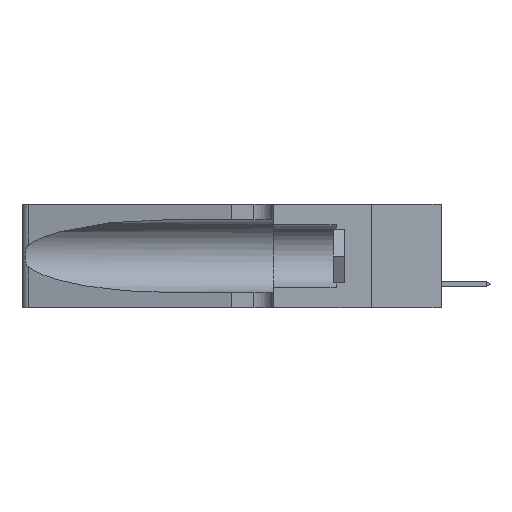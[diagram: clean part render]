
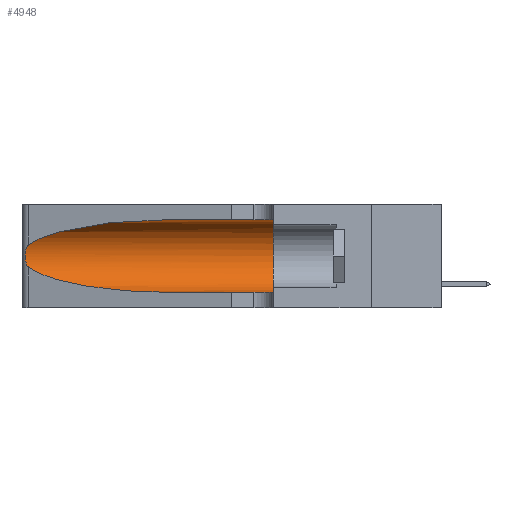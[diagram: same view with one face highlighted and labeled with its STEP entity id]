
A CAD part, left-side view. The second image highlights one B-rep face of the part: STEP entity #4948.
In plain terms, the highlighted cylindrical face has radius 3.308 mm (diameter 6.617 mm), a partial arc.
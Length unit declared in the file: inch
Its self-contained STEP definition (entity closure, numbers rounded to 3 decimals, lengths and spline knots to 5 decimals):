
#335 = LINE ( 'NONE', #15893, #13071 ) ;
#509 = CARTESIAN_POINT ( 'NONE',  ( 0.25487, 1.22718, 0.22369 ) ) ;
#1033 = CARTESIAN_POINT ( 'NONE',  ( 0.25487, 1.22718, 0.22369 ) ) ;
#1536 = CARTESIAN_POINT ( 'NONE',  ( 0.25487, 1.22718, 0.14631 ) ) ;
#1896 = EDGE_CURVE ( 'NONE', #25785, #5796, #335, .T. ) ;
#2337 = LINE ( 'NONE', #25303, #22334 ) ;
#2656 = EDGE_CURVE ( 'NONE', #19234, #25253, #9855, .T. ) ;
#2673 = CARTESIAN_POINT ( 'NONE',  ( 0.1305, 0.72297, 0.05475 ) ) ;
#3335 = ORIENTED_EDGE ( 'NONE', *, *, #26382, .T. ) ;
#3686 = VERTEX_POINT ( 'NONE', #17816 ) ;
#3732 = DIRECTION ( 'NONE',  ( 0., 0., -1. ) ) ;
#3812 = AXIS2_PLACEMENT_3D ( 'NONE', #17623, #9114, #24847 ) ;
#4948 = ADVANCED_FACE ( 'NONE', ( #14573 ), #15262, .F. ) ;
#5587 = CARTESIAN_POINT ( 'NONE',  ( 0.25487, 1.22718, 0.14631 ) ) ;
#5796 = VERTEX_POINT ( 'NONE', #23493 ) ;
#6179 = CARTESIAN_POINT ( 'NONE',  ( 0.1305, 1.61858, 0.185 ) ) ;
#6412 = CARTESIAN_POINT ( 'NONE',  ( 0.25555, 1.22994, 0.2215 ) ) ;
#6550 = EDGE_LOOP ( 'NONE', ( #3335, #13609, #11542, #19297, #19094, #10392 ) ) ;
#6668 = VERTEX_POINT ( 'NONE', #11261 ) ;
#7577 = AXIS2_PLACEMENT_3D ( 'NONE', #6179, #16941, #3732 ) ;
#7772 = CARTESIAN_POINT ( 'NONE',  ( 0.18966, 0.96281, 0.31525 ) ) ;
#8543 = CARTESIAN_POINT ( 'NONE',  ( 0.25789, 1.23486, 0.15765 ) ) ;
#9114 = DIRECTION ( 'NONE',  ( 0., 1., 0. ) ) ;
#9855 = B_SPLINE_CURVE_WITH_KNOTS ( 'NONE', 3,
 ( #19206, #6412, #18834, #21244, #10534, #20964, #16978, #16694, #25339, #27614, #8543, #14623, #27513, #12754 ),
 .UNSPECIFIED., .F., .F.,
 ( 4, 2, 2, 2, 2, 2, 4 ),
 ( 0., 0.00027, 0.00053, 0.00107, 0.0016, 0.00187, 0.00214 ),
 .UNSPECIFIED. ) ;
#10392 = ORIENTED_EDGE ( 'NONE', *, *, #22225, .F. ) ;
#10534 = CARTESIAN_POINT ( 'NONE',  ( 0.25854, 1.2359, 0.20912 ) ) ;
#11261 = CARTESIAN_POINT ( 'NONE',  ( 0.1305, 0.35, 0.31525 ) ) ;
#11542 = ORIENTED_EDGE ( 'NONE', *, *, #11622, .T. ) ;
#11622 = EDGE_CURVE ( 'NONE', #25253, #25785, #21978, .T. ) ;
#12754 = CARTESIAN_POINT ( 'NONE',  ( 0.25487, 1.22718, 0.14631 ) ) ;
#13071 = VECTOR ( 'NONE', #24439, 39.37008 ) ;
#13609 = ORIENTED_EDGE ( 'NONE', *, *, #2656, .T. ) ;
#13844 = CARTESIAN_POINT ( 'NONE',  ( 0.1305, 0.72297, 0.31525 ) ) ;
#14243 = CARTESIAN_POINT ( 'NONE',  ( 0.1305, 0.72297, 0.05475 ) ) ;
#14573 = FACE_OUTER_BOUND ( 'NONE', #6550, .T. ) ;
#14623 = CARTESIAN_POINT ( 'NONE',  ( 0.25639, 1.23186, 0.15144 ) ) ;
#15182 = CIRCLE ( 'NONE', #3812, 0.13025 ) ;
#15262 = CYLINDRICAL_SURFACE ( 'NONE', #7577, 0.13025 ) ;
#15893 = CARTESIAN_POINT ( 'NONE',  ( 0.1305, 1.61858, 0.05475 ) ) ;
#16411 = CARTESIAN_POINT ( 'NONE',  ( 0.2373, 1.15595, 0.08982 ) ) ;
#16694 = CARTESIAN_POINT ( 'NONE',  ( 0.26075, 1.23896, 0.178 ) ) ;
#16941 = DIRECTION ( 'NONE',  ( 0., -1., 0. ) ) ;
#16978 = CARTESIAN_POINT ( 'NONE',  ( 0.26075, 1.23896, 0.19203 ) ) ;
#17376 = EDGE_CURVE ( 'NONE', #6668, #5796, #15182, .T. ) ;
#17623 = CARTESIAN_POINT ( 'NONE',  ( 0.1305, 0.35, 0.185 ) ) ;
#17816 = CARTESIAN_POINT ( 'NONE',  ( 0.1305, 0.72297, 0.31525 ) ) ;
#18834 = CARTESIAN_POINT ( 'NONE',  ( 0.25639, 1.23184, 0.21858 ) ) ;
#19075 = DIRECTION ( 'NONE',  ( 0., -1., 0. ) ) ;
#19094 = ORIENTED_EDGE ( 'NONE', *, *, #17376, .F. ) ;
#19206 = CARTESIAN_POINT ( 'NONE',  ( 0.25487, 1.22718, 0.22369 ) ) ;
#19234 = VERTEX_POINT ( 'NONE', #509 ) ;
#19297 = ORIENTED_EDGE ( 'NONE', *, *, #1896, .T. ) ;
#20964 = CARTESIAN_POINT ( 'NONE',  ( 0.26018, 1.23835, 0.19895 ) ) ;
#21244 = CARTESIAN_POINT ( 'NONE',  ( 0.25787, 1.23484, 0.2124 ) ) ;
#21978 =( BOUNDED_CURVE ( )  B_SPLINE_CURVE ( 3, ( #1536, #16411, #27042, #14243 ),
 .UNSPECIFIED., .F., .F. ) 
 B_SPLINE_CURVE_WITH_KNOTS ( ( 4, 4 ),
 ( 3.44316, 4.71239 ),
 .UNSPECIFIED. ) 
 CURVE ( )  GEOMETRIC_REPRESENTATION_ITEM ( )  RATIONAL_B_SPLINE_CURVE ( ( 1., 0.87, 0.87, 1. ) ) 
 REPRESENTATION_ITEM ( '' )  );
#22225 = EDGE_CURVE ( 'NONE', #3686, #6668, #2337, .T. ) ;
#22325 = CARTESIAN_POINT ( 'NONE',  ( 0.2373, 1.15595, 0.28018 ) ) ;
#22334 = VECTOR ( 'NONE', #19075, 39.37008 ) ;
#23493 = CARTESIAN_POINT ( 'NONE',  ( 0.1305, 0.35, 0.05475 ) ) ;
#24439 = DIRECTION ( 'NONE',  ( 0., -1., 0. ) ) ;
#24847 = DIRECTION ( 'NONE',  ( 0., 0., 1. ) ) ;
#25253 = VERTEX_POINT ( 'NONE', #5587 ) ;
#25303 = CARTESIAN_POINT ( 'NONE',  ( 0.1305, 1.61858, 0.31525 ) ) ;
#25339 = CARTESIAN_POINT ( 'NONE',  ( 0.26017, 1.23833, 0.17102 ) ) ;
#25785 = VERTEX_POINT ( 'NONE', #2673 ) ;
#26382 = EDGE_CURVE ( 'NONE', #3686, #19234, #26963, .T. ) ;
#26963 =( BOUNDED_CURVE ( )  B_SPLINE_CURVE ( 3, ( #13844, #7772, #22325, #1033 ),
 .UNSPECIFIED., .F., .F. ) 
 B_SPLINE_CURVE_WITH_KNOTS ( ( 4, 4 ),
 ( 1.5708, 2.84003 ),
 .UNSPECIFIED. ) 
 CURVE ( )  GEOMETRIC_REPRESENTATION_ITEM ( )  RATIONAL_B_SPLINE_CURVE ( ( 1., 0.87, 0.87, 1. ) ) 
 REPRESENTATION_ITEM ( '' )  );
#27042 = CARTESIAN_POINT ( 'NONE',  ( 0.18966, 0.96281, 0.05475 ) ) ;
#27513 = CARTESIAN_POINT ( 'NONE',  ( 0.25555, 1.22993, 0.14849 ) ) ;
#27614 = CARTESIAN_POINT ( 'NONE',  ( 0.25856, 1.23593, 0.16098 ) ) ;
